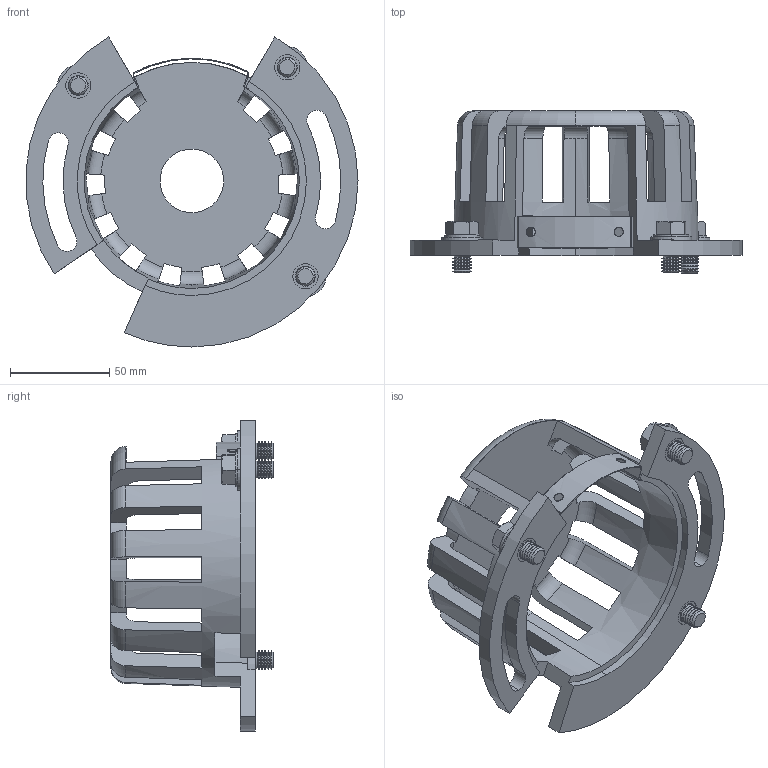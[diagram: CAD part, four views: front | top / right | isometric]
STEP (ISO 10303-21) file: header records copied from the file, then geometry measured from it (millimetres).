
FILE_DESCRIPTION (( 'STEP AP214' ), '1' );
FILE_NAME ('09909-001.STEP', '2019-04-09T21:30:01', ( '' ), ( '' ), 'SwSTEP 2.0', 'SolidWorks 2017', '' );
FILE_SCHEMA (( 'AUTOMOTIVE_DESIGN' ));
Length unit declared in the file: inch
Products named in the file (6): hex bolt_HBOLT 0.3750-16x0.75x0.75-N; flat washer type a narrow_Preferred Narrow FW 0.375; internal tooth-lock washer_Internal Tooth LW Type A-0.375; 38521-001_installed in cover; 23145-001 (PROTECTIVE COVER); 09909-001
Assembly tree (11 placements, depth 2):
  09909-001
    23145-001 (PROTECTIVE COVER)
    38521-001_installed in cover
    internal tooth-lock washer_Internal Tooth LW Type A-0.375  x3
    flat washer type a narrow_Preferred Narrow FW 0.375  x3
    hex bolt_HBOLT 0.3750-16x0.75x0.75-N  x3
Bounding box: 166.97 x 81.53 x 155.94 mm (x, y, z)
Volume: 214509.9 mm3; surface area: 85244 mm2
Topology: 11 solids, 11 shells, 565 faces, 1589 edges, 1031 vertices
Faces by surface type: cylinder 209, plane 170, cone 160, torus 26
Entity records: 11202 total; most frequent: CARTESIAN_POINT 2081, DIRECTION 1914, ORIENTED_EDGE 1766, EDGE_CURVE 883, AXIS2_PLACEMENT_3D 740, VERTEX_POINT 579, LINE 434, VECTOR 434
